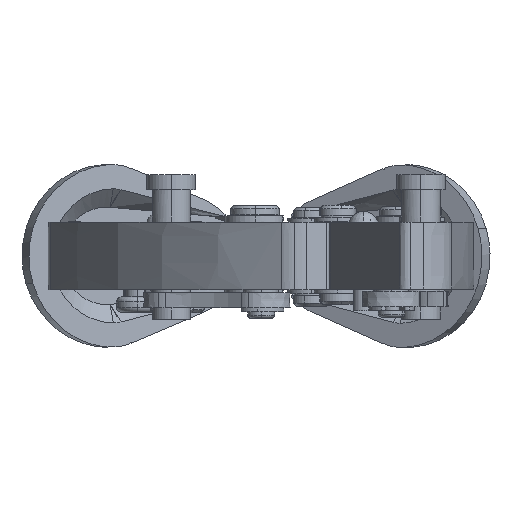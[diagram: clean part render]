
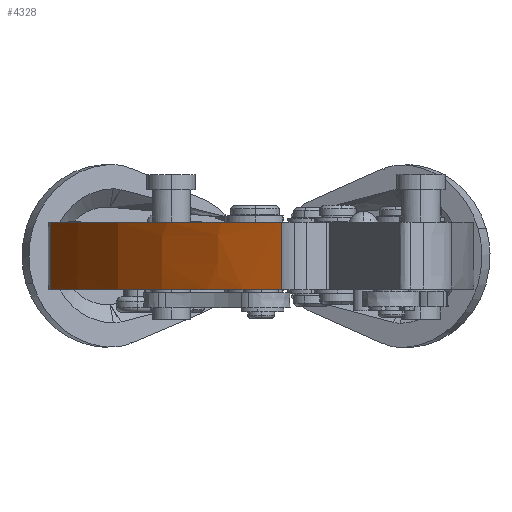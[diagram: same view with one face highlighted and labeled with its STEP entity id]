
A CAD part, left-side view. The second image highlights one B-rep face of the part: STEP entity #4328.
In plain terms, the highlighted face is a extrusion surface.
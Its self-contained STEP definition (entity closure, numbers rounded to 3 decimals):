
#2891=CARTESIAN_POINT('Vertex',(0.512,34.288,9.489)) ;
#2895=CARTESIAN_POINT('Control Point',(45.482,72.153,9.489)) ;
#2896=CARTESIAN_POINT('Control Point',(39.057,70.268,9.489)) ;
#2897=CARTESIAN_POINT('Control Point',(32.848,67.646,9.489)) ;
#2898=CARTESIAN_POINT('Control Point',(26.964,64.318,9.489)) ;
#2899=CARTESIAN_POINT('Control Point',(17.122,57.142,9.489)) ;
#2900=CARTESIAN_POINT('Control Point',(8.979,48.123,9.489)) ;
#2901=CARTESIAN_POINT('Control Point',(5.725,43.768,9.489)) ;
#2902=CARTESIAN_POINT('Control Point',(2.894,39.138,9.489)) ;
#2903=CARTESIAN_POINT('Control Point',(0.512,34.288,9.489)) ;
#2904=CARTESIAN_POINT('Vertex',(45.482,72.153,9.489)) ;
#4282=CARTESIAN_POINT('Vertex',(45.482,72.153,20.589)) ;
#4285=CARTESIAN_POINT('Line Origine',(45.482,72.153,11.989)) ;
#4298=CARTESIAN_POINT('Control Point',(45.482,72.153,11.989)) ;
#4299=CARTESIAN_POINT('Control Point',(33.87,68.746,11.989)) ;
#4300=CARTESIAN_POINT('Control Point',(22.967,62.935,11.989)) ;
#4301=CARTESIAN_POINT('Control Point',(13.43,54.905,11.989)) ;
#4302=CARTESIAN_POINT('Control Point',(5.847,45.15,11.989)) ;
#4303=CARTESIAN_POINT('Control Point',(0.512,34.288,11.989)) ;
#4308=CARTESIAN_POINT('Control Point',(45.482,72.153,20.589)) ;
#4309=CARTESIAN_POINT('Control Point',(33.87,68.746,20.589)) ;
#4310=CARTESIAN_POINT('Control Point',(22.967,62.935,20.589)) ;
#4311=CARTESIAN_POINT('Control Point',(13.43,54.905,20.589)) ;
#4312=CARTESIAN_POINT('Control Point',(5.847,45.15,20.589)) ;
#4313=CARTESIAN_POINT('Control Point',(0.512,34.288,20.589)) ;
#4314=CARTESIAN_POINT('Vertex',(0.512,34.288,20.589)) ;
#4317=CARTESIAN_POINT('Line Origine',(0.512,34.288,11.989)) ;
#4286=DIRECTION('Vector Direction',(0.,0.,-1.)) ;
#4304=DIRECTION('Vector Direction',(0.,0.,-1.)) ;
#4318=DIRECTION('Vector Direction',(0.,0.,-1.)) ;
#4287=VECTOR('Line Direction',#4286,1.) ;
#4305=VECTOR('Extrusion Surface Vector',#4304,1.) ;
#4319=VECTOR('Line Direction',#4318,1.) ;
#4323=ORIENTED_EDGE('',*,*,#4316,.F.) ;
#4324=ORIENTED_EDGE('',*,*,#4289,.T.) ;
#4325=ORIENTED_EDGE('',*,*,#2906,.T.) ;
#4326=ORIENTED_EDGE('',*,*,#4321,.F.) ;
#4328=ADVANCED_FACE('Hauptk\X2\00F6\X0\rper.1.1',(#4327),#4306,.F.) ;
#2894=B_SPLINE_CURVE_WITH_KNOTS('',5,(#2895,#2896,#2897,#2898,#2899,#2900,#2901,#2902,#2903),.UNSPECIFIED.,.F.,.U.,(6,3,6),(0.,47.439,85.722),.UNSPECIFIED.) ;
#4297=B_SPLINE_CURVE_WITH_KNOTS('',5,(#4298,#4299,#4300,#4301,#4302,#4303),.UNSPECIFIED.,.F.,.U.,(6,6),(0.,61.381),.UNSPECIFIED.) ;
#4307=B_SPLINE_CURVE_WITH_KNOTS('',5,(#4308,#4309,#4310,#4311,#4312,#4313),.UNSPECIFIED.,.F.,.U.,(6,6),(0.,61.381),.UNSPECIFIED.) ;
#2906=EDGE_CURVE('',#2905,#2892,#2894,.T.) ;
#4289=EDGE_CURVE('',#4283,#2905,#4288,.T.) ;
#4316=EDGE_CURVE('',#4283,#4315,#4307,.T.) ;
#4321=EDGE_CURVE('',#4315,#2892,#4320,.T.) ;
#4322=EDGE_LOOP('',(#4323,#4324,#4325,#4326)) ;
#4327=FACE_OUTER_BOUND('',#4322,.T.) ;
#4288=LINE('Line',#4285,#4287) ;
#4320=LINE('Line',#4317,#4319) ;
#4306=SURFACE_OF_LINEAR_EXTRUSION('generated tabulated cylinder',#4297,#4305) ;
#2892=VERTEX_POINT('',#2891) ;
#2905=VERTEX_POINT('',#2904) ;
#4283=VERTEX_POINT('',#4282) ;
#4315=VERTEX_POINT('',#4314) ;
